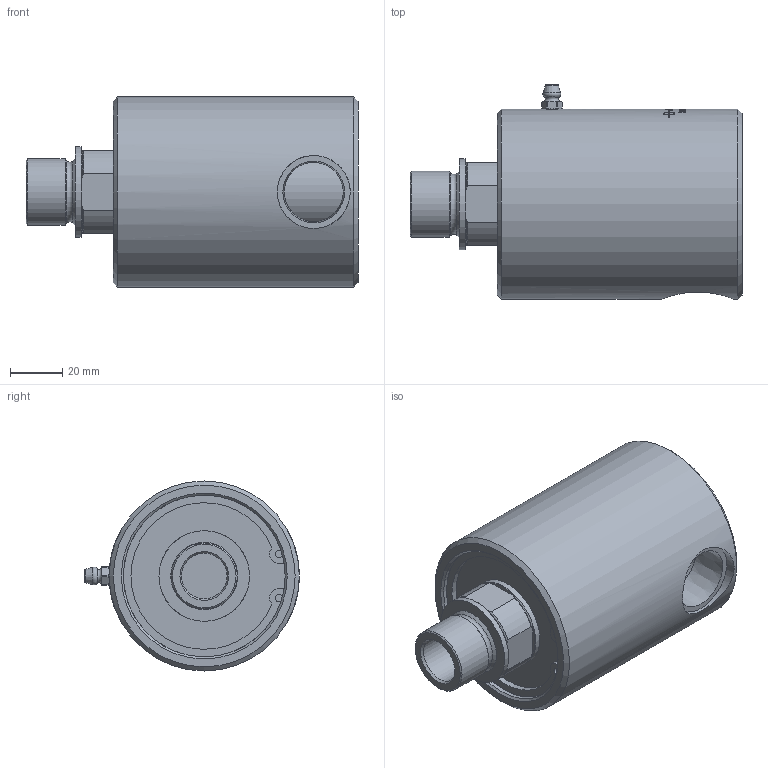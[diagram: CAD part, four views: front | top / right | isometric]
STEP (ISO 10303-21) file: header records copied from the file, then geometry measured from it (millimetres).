
FILE_DESCRIPTION(/* description */ (''),/* implementation_level */ '2;1');
FILE_NAME(/* name */ '250-094-027-IC.stp',/* time_stamp */ '2020-05-19T10:17:14-05:00',/* author */ ('GALINDOLM'),/* organization */ (''),/* preprocessor_version */ 'ST-DEVELOPER v18',/* originating_system */ 'Autodesk Inventor 2020',/* authorisation */ '');
FILE_SCHEMA (('AUTOMOTIVE_DESIGN { 1 0 10303 214 3 1 1 }'));
Length unit declared in the file: millimetre
Products named in the file (1): 250-094-027-IC
Bounding box: 127.47 x 82.41 x 73 mm (x, y, z)
Volume: 394326.8 mm3; surface area: 59499.7 mm2
Topology: 4 solids, 4 shells, 404 faces, 1094 edges, 736 vertices
Faces by surface type: bspline 175, plane 126, cylinder 57, cone 41, torus 5
Full cylindrical faces by diameter (mm): 2.005 x1, 2.794 x2, 3.5 x1, 5.359 x1, 6.35 x1, 17.5 x1, 22.631 x1, 25.4 x1, 28 x1, 30.2 x1, 31.327 x1, 34.8 x2, 62.1 x1, 66.9 x1, 73 x1
Entity records: 18128 total; most frequent: CARTESIAN_POINT 8590, ORIENTED_EDGE 2186, DIRECTION 1572, EDGE_CURVE 1093, VERTEX_POINT 736, AXIS2_PLACEMENT_3D 598, EDGE_LOOP 451, FACE_OUTER_BOUND 404
